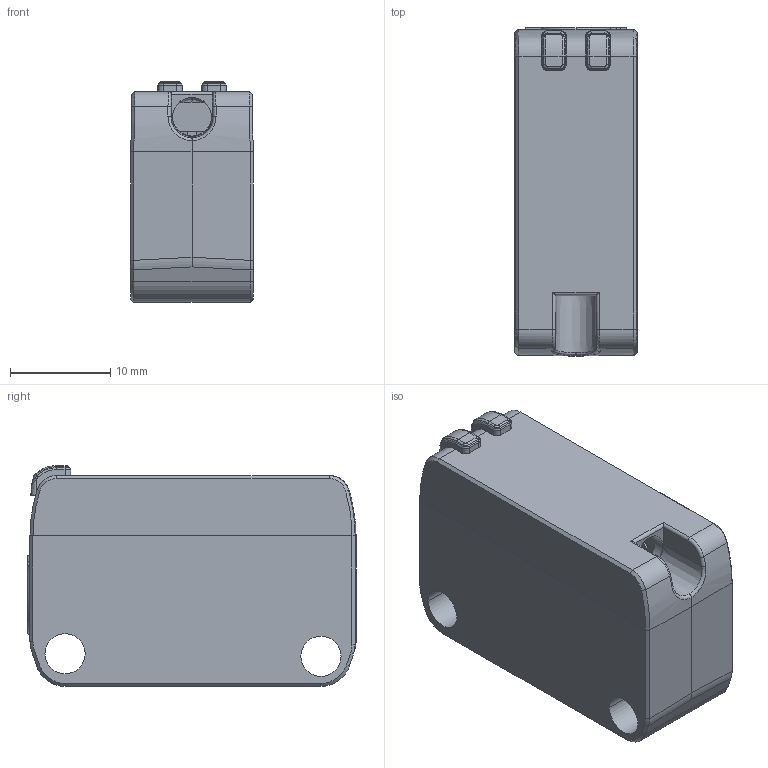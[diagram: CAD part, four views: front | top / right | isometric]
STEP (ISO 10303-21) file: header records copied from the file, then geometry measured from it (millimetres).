
FILE_DESCRIPTION((''),'2;1');
FILE_NAME('ALL-GDKG_ASM','2024-06-26T',('Administrator'),(''),'PRO/ENGINEER BY PARAMETRIC TECHNOLOGY CORPORATION, 2005030','PRO/ENGINEER BY PARAMETRIC TECHNOLOGY CORPORATION, 2005030','');
FILE_SCHEMA(('CONFIG_CONTROL_DESIGN','SHAPE_APPEARANCE_LAYERS_GROUPS'));
Length unit declared in the file: millimetre
Products named in the file (11): GDKG-01; ZJ01; ZJ02; PCB; ALL-ZJ-PCBA_ASM; GDKG-LS; GDKG-PM; GDKG-02; OQ; GDKG-03; ALL-GDKG_ASM
Assembly tree (10 placements, depth 3):
  ALL-GDKG_ASM
    GDKG-01
    ALL-ZJ-PCBA_ASM
      ZJ01
      ZJ02
      PCB
    GDKG-LS
    GDKG-PM
    GDKG-02
    OQ
    GDKG-03
Bounding box: 12.2 x 32.7 x 22 mm (x, y, z)
Volume: 4097.2 mm3; surface area: 8418.3 mm2
Topology: 10 solids, 11 shells, 883 faces, 2374 edges, 1532 vertices
Faces by surface type: plane 503, cylinder 195, bspline 97, cone 78, torus 8, sphere 2
Entity records: 40277 total; most frequent: CARTESIAN_POINT 13534, ORIENTED_EDGE 4744, DIRECTION 3890, EDGE_CURVE 2372, PRESENTATION_STYLE_ASSIGNMENT 1707, STYLED_ITEM 1707, CURVE_STYLE 1691, VERTEX_POINT 1532
